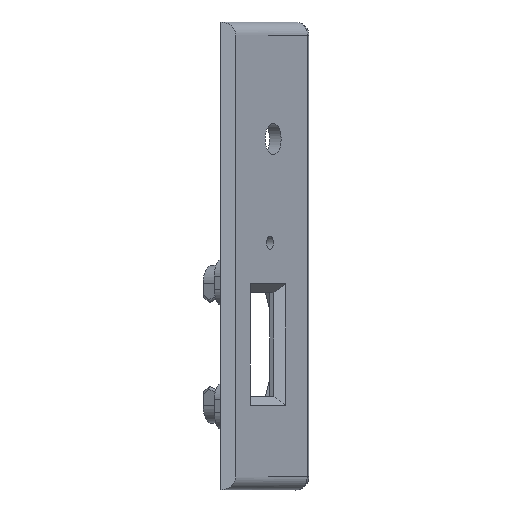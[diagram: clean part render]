
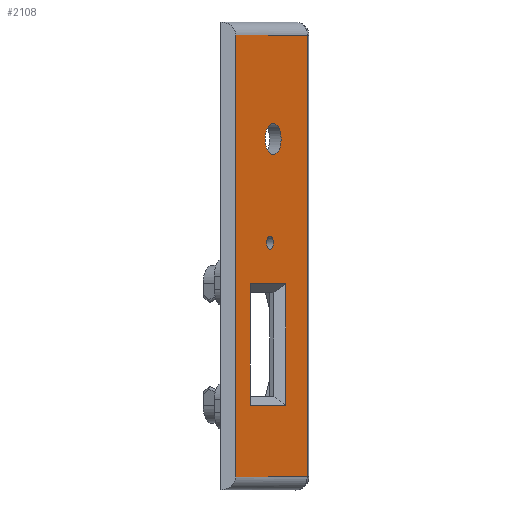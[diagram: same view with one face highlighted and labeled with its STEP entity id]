
A CAD part, top view. The second image highlights one B-rep face of the part: STEP entity #2108.
In plain terms, the highlighted face is planar.
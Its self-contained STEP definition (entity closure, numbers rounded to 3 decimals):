
#30=FACE_BOUND('',#357,.T.);
#31=FACE_BOUND('',#358,.T.);
#32=FACE_BOUND('',#359,.T.);
#71=CIRCLE('',#2283,3.6);
#72=CIRCLE('',#2284,1.5);
#138=PLANE('',#2282);
#241=FACE_OUTER_BOUND('',#356,.T.);
#356=EDGE_LOOP('',(#1852,#1853,#1854,#1855));
#357=EDGE_LOOP('',(#1856,#1857,#1858,#1859));
#358=EDGE_LOOP('',(#1860));
#359=EDGE_LOOP('',(#1861));
#495=LINE('',#3158,#741);
#499=LINE('',#3166,#745);
#501=LINE('',#3170,#747);
#504=LINE('',#3177,#750);
#606=LINE('',#3427,#852);
#607=LINE('',#3429,#853);
#608=LINE('',#3430,#854);
#609=LINE('',#3431,#855);
#741=VECTOR('',#2536,1.);
#745=VECTOR('',#2542,1.);
#747=VECTOR('',#2546,1.);
#750=VECTOR('',#2551,1.);
#852=VECTOR('',#2791,1.);
#853=VECTOR('',#2792,1.);
#854=VECTOR('',#2793,1.);
#855=VECTOR('',#2794,1.);
#982=VERTEX_POINT('',#3154);
#984=VERTEX_POINT('',#3157);
#986=VERTEX_POINT('',#3163);
#988=VERTEX_POINT('',#3169);
#990=VERTEX_POINT('',#3175);
#991=VERTEX_POINT('',#3176);
#1070=VERTEX_POINT('',#3426);
#1071=VERTEX_POINT('',#3428);
#1072=VERTEX_POINT('',#3432);
#1073=VERTEX_POINT('',#3434);
#1210=EDGE_CURVE('',#984,#982,#495,.T.);
#1214=EDGE_CURVE('',#982,#986,#499,.T.);
#1216=EDGE_CURVE('',#986,#988,#501,.T.);
#1219=EDGE_CURVE('',#990,#991,#504,.T.);
#1344=EDGE_CURVE('',#991,#1070,#606,.T.);
#1345=EDGE_CURVE('',#1071,#1070,#607,.T.);
#1346=EDGE_CURVE('',#990,#1071,#608,.T.);
#1347=EDGE_CURVE('',#988,#984,#609,.T.);
#1348=EDGE_CURVE('',#1072,#1072,#71,.T.);
#1349=EDGE_CURVE('',#1073,#1073,#72,.T.);
#1852=ORIENTED_EDGE('',*,*,#1219,.T.);
#1853=ORIENTED_EDGE('',*,*,#1344,.T.);
#1854=ORIENTED_EDGE('',*,*,#1345,.F.);
#1855=ORIENTED_EDGE('',*,*,#1346,.F.);
#1856=ORIENTED_EDGE('',*,*,#1216,.T.);
#1857=ORIENTED_EDGE('',*,*,#1347,.T.);
#1858=ORIENTED_EDGE('',*,*,#1210,.T.);
#1859=ORIENTED_EDGE('',*,*,#1214,.T.);
#1860=ORIENTED_EDGE('',*,*,#1348,.T.);
#1861=ORIENTED_EDGE('',*,*,#1349,.T.);
#2108=ADVANCED_FACE('',(#241,#30,#31,#32),#138,.T.);
#2282=AXIS2_PLACEMENT_3D('',#3425,#2789,#2790);
#2283=AXIS2_PLACEMENT_3D('',#3433,#2795,#2796);
#2284=AXIS2_PLACEMENT_3D('',#3435,#2797,#2798);
#2536=DIRECTION('',(0.,0.,1.));
#2542=DIRECTION('',(-0.5,0.866,0.));
#2546=DIRECTION('',(0.,0.,-1.));
#2551=DIRECTION('',(0.,0.,1.));
#2789=DIRECTION('center_axis',(0.866,0.5,0.));
#2790=DIRECTION('ref_axis',(0.5,-0.866,0.));
#2791=DIRECTION('',(0.5,-0.866,0.));
#2792=DIRECTION('',(0.,0.,1.));
#2793=DIRECTION('',(0.5,-0.866,0.));
#2794=DIRECTION('',(0.5,-0.866,0.));
#2795=DIRECTION('center_axis',(-0.866,-0.5,0.));
#2796=DIRECTION('ref_axis',(0.5,-0.866,0.));
#2797=DIRECTION('center_axis',(-0.866,-0.5,0.));
#2798=DIRECTION('ref_axis',(0.5,-0.866,0.));
#3154=CARTESIAN_POINT('',(67.947,35.457,33.807));
#3157=CARTESIAN_POINT('',(67.947,35.457,6.307));
#3158=CARTESIAN_POINT('',(67.947,35.457,7.307));
#3163=CARTESIAN_POINT('',(59.947,49.313,33.807));
#3166=CARTESIAN_POINT('',(67.447,36.323,33.807));
#3169=CARTESIAN_POINT('',(59.947,49.313,6.307));
#3170=CARTESIAN_POINT('',(59.947,49.313,32.807));
#3175=CARTESIAN_POINT('',(56.664,55.,-50.01));
#3176=CARTESIAN_POINT('',(56.664,55.,50.01));
#3177=CARTESIAN_POINT('',(56.664,55.,-53.));
#3425=CARTESIAN_POINT('Origin',(56.664,55.,-53.));
#3426=CARTESIAN_POINT('',(72.798,27.055,50.01));
#3427=CARTESIAN_POINT('',(56.664,55.,50.01));
#3428=CARTESIAN_POINT('',(72.798,27.055,-50.01));
#3429=CARTESIAN_POINT('',(72.798,27.055,-53.));
#3430=CARTESIAN_POINT('',(56.664,55.,-50.01));
#3431=CARTESIAN_POINT('',(60.447,48.447,6.307));
#3432=CARTESIAN_POINT('',(63.306,43.496,-26.5));
#3433=CARTESIAN_POINT('Origin',(65.106,40.378,-26.5));
#3434=CARTESIAN_POINT('',(63.617,42.956,-3.));
#3435=CARTESIAN_POINT('Origin',(64.367,41.657,-3.));
